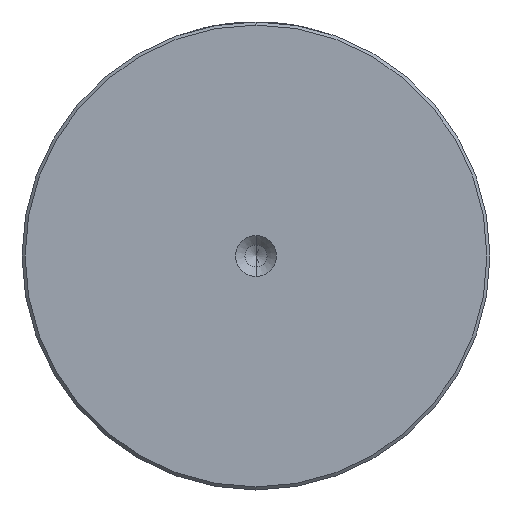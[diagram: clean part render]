
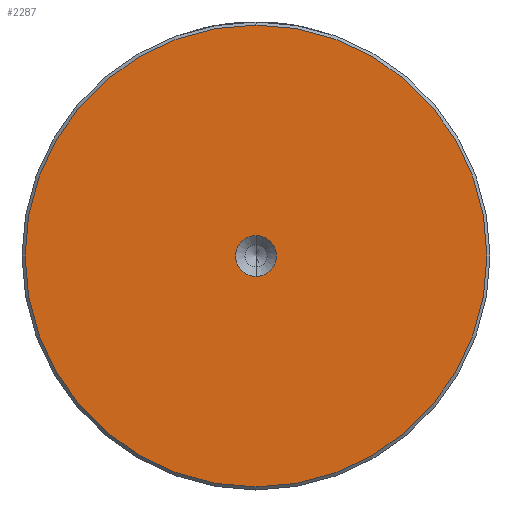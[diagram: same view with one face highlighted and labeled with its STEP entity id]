
A CAD part, left-side view. The second image highlights one B-rep face of the part: STEP entity #2287.
In plain terms, the highlighted planar face has unit normal (-1, 0, 0).
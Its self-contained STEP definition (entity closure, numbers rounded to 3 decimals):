
#15 = ORIENTED_EDGE ( 'NONE', *, *, #474, .T. ) ;
#222 = EDGE_LOOP ( 'NONE', ( #719, #15 ) ) ;
#301 = DIRECTION ( 'NONE',  ( 0., 0., 1. ) ) ;
#438 = ORIENTED_EDGE ( 'NONE', *, *, #732, .F. ) ;
#474 = EDGE_CURVE ( 'NONE', #1965, #1819, #892, .T. ) ;
#510 = ORIENTED_EDGE ( 'NONE', *, *, #1063, .F. ) ;
#528 = CARTESIAN_POINT ( 'NONE',  ( 0., 0., 0. ) ) ;
#564 = CARTESIAN_POINT ( 'NONE',  ( 0., 0., 0. ) ) ;
#575 = AXIS2_PLACEMENT_3D ( 'NONE', #1434, #2428, #1684 ) ;
#708 = EDGE_CURVE ( 'NONE', #1819, #1965, #1432, .T. ) ;
#719 = ORIENTED_EDGE ( 'NONE', *, *, #708, .T. ) ;
#732 = EDGE_CURVE ( 'NONE', #2692, #1021, #1948, .T. ) ;
#770 = DIRECTION ( 'NONE',  ( 0., 0., 1. ) ) ;
#773 = CARTESIAN_POINT ( 'NONE',  ( 0., 0., 37.5 ) ) ;
#832 = CARTESIAN_POINT ( 'NONE',  ( 0., 0., -3.3 ) ) ;
#892 = CIRCLE ( 'NONE', #2699, 37.5 ) ;
#961 = CARTESIAN_POINT ( 'NONE',  ( 0., 0., -37.5 ) ) ;
#1007 = DIRECTION ( 'NONE',  ( -1., 0., 0. ) ) ;
#1021 = VERTEX_POINT ( 'NONE', #832 ) ;
#1027 = DIRECTION ( 'NONE',  ( -1., 0., 0. ) ) ;
#1063 = EDGE_CURVE ( 'NONE', #1021, #2692, #1910, .T. ) ;
#1113 = DIRECTION ( 'NONE',  ( -1., 0., 0. ) ) ;
#1432 = CIRCLE ( 'NONE', #2290, 37.5 ) ;
#1434 = CARTESIAN_POINT ( 'NONE',  ( 0., 0., 0. ) ) ;
#1672 = AXIS2_PLACEMENT_3D ( 'NONE', #2616, #1113, #2864 ) ;
#1684 = DIRECTION ( 'NONE',  ( 0., 0., 1. ) ) ;
#1811 = FACE_OUTER_BOUND ( 'NONE', #222, .T. ) ;
#1819 = VERTEX_POINT ( 'NONE', #961 ) ;
#1910 = CIRCLE ( 'NONE', #1672, 3.3 ) ;
#1948 = CIRCLE ( 'NONE', #2971, 3.3 ) ;
#1965 = VERTEX_POINT ( 'NONE', #773 ) ;
#2177 = PLANE ( 'NONE',  #575 ) ;
#2259 = DIRECTION ( 'NONE',  ( -1., 0., 0. ) ) ;
#2287 = ADVANCED_FACE ( 'NONE', ( #1811, #3221 ), #2177, .T. ) ;
#2290 = AXIS2_PLACEMENT_3D ( 'NONE', #2505, #1007, #2752 ) ;
#2428 = DIRECTION ( 'NONE',  ( -1., 0., 0. ) ) ;
#2505 = CARTESIAN_POINT ( 'NONE',  ( 0., 0., 0. ) ) ;
#2613 = CARTESIAN_POINT ( 'NONE',  ( 0., 0., 3.3 ) ) ;
#2616 = CARTESIAN_POINT ( 'NONE',  ( 0., 0., 0. ) ) ;
#2692 = VERTEX_POINT ( 'NONE', #2613 ) ;
#2699 = AXIS2_PLACEMENT_3D ( 'NONE', #564, #1027, #301 ) ;
#2752 = DIRECTION ( 'NONE',  ( 0., 0., 1. ) ) ;
#2864 = DIRECTION ( 'NONE',  ( 0., 0., 1. ) ) ;
#2971 = AXIS2_PLACEMENT_3D ( 'NONE', #528, #2259, #770 ) ;
#3158 = EDGE_LOOP ( 'NONE', ( #438, #510 ) ) ;
#3221 = FACE_BOUND ( 'NONE', #3158, .T. ) ;
